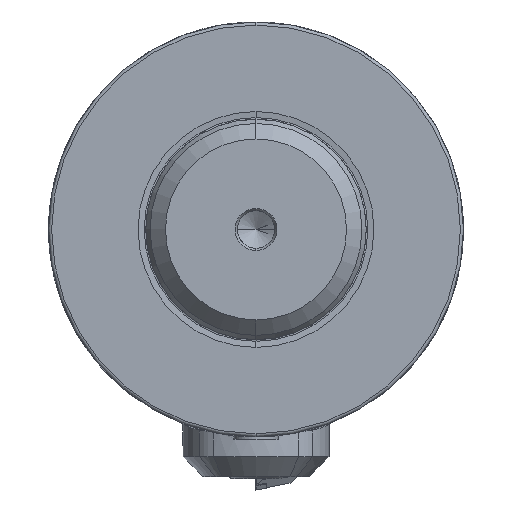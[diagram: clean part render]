
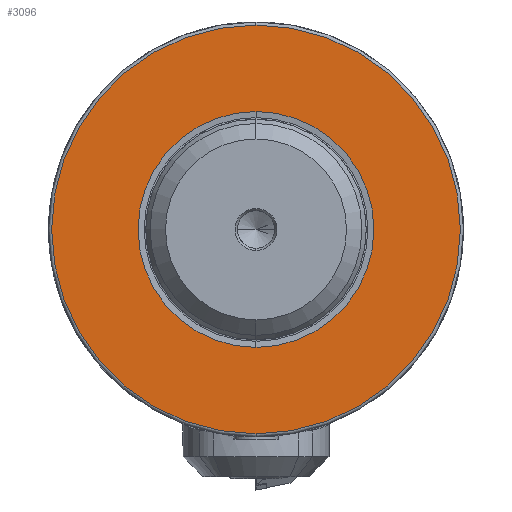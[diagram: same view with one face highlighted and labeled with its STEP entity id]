
A CAD part, left-side view. The second image highlights one B-rep face of the part: STEP entity #3096.
In plain terms, the highlighted planar face has unit normal (-1, 0, 0).
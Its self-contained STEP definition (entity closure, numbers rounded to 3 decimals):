
#1487 = CARTESIAN_POINT ( 'NONE',  ( 0., 0., 0. ) ) ;
#1556 = EDGE_CURVE ( 'NONE', #26990, #11419, #16870, .T. ) ;
#2023 = CARTESIAN_POINT ( 'NONE',  ( 0., 0., 0. ) ) ;
#2162 = CARTESIAN_POINT ( 'NONE',  ( 0., 0., 0. ) ) ;
#2869 = AXIS2_PLACEMENT_3D ( 'NONE', #2162, #19062, #4570 ) ;
#3096 = ADVANCED_FACE ( 'NONE', ( #27470, #8865 ), #20247, .T. ) ;
#3538 = EDGE_CURVE ( 'NONE', #20635, #26816, #30482, .T. ) ;
#3909 = DIRECTION ( 'NONE',  ( 0., 0., -1. ) ) ;
#4321 = ORIENTED_EDGE ( 'NONE', *, *, #11666, .T. ) ;
#4436 = DIRECTION ( 'NONE',  ( 0., 0., -1. ) ) ;
#4570 = DIRECTION ( 'NONE',  ( 0., 0., -1. ) ) ;
#6172 = CARTESIAN_POINT ( 'NONE',  ( 0., 0., 26.715 ) ) ;
#7028 = ORIENTED_EDGE ( 'NONE', *, *, #3538, .F. ) ;
#7189 = CARTESIAN_POINT ( 'NONE',  ( 0., 0., 46.3 ) ) ;
#8865 = FACE_OUTER_BOUND ( 'NONE', #29285, .T. ) ;
#8953 = DIRECTION ( 'NONE',  ( 1., 0., 0. ) ) ;
#10984 = AXIS2_PLACEMENT_3D ( 'NONE', #2023, #18929, #4436 ) ;
#11419 = VERTEX_POINT ( 'NONE', #6172 ) ;
#11666 = EDGE_CURVE ( 'NONE', #11419, #26990, #24578, .T. ) ;
#13063 = DIRECTION ( 'NONE',  ( -1., 0., 0. ) ) ;
#16870 = CIRCLE ( 'NONE', #28256, 26.715 ) ;
#17443 = ORIENTED_EDGE ( 'NONE', *, *, #23617, .F. ) ;
#18408 = DIRECTION ( 'NONE',  ( 1., 0., 0. ) ) ;
#18929 = DIRECTION ( 'NONE',  ( 1., 0., 0. ) ) ;
#19062 = DIRECTION ( 'NONE',  ( 1., 0., 0. ) ) ;
#20247 = PLANE ( 'NONE',  #28481 ) ;
#20635 = VERTEX_POINT ( 'NONE', #7189 ) ;
#23431 = CARTESIAN_POINT ( 'NONE',  ( 0., 0., 0. ) ) ;
#23617 = EDGE_CURVE ( 'NONE', #26816, #20635, #24164, .T. ) ;
#24164 = CIRCLE ( 'NONE', #29131, 46.3 ) ;
#24578 = CIRCLE ( 'NONE', #2869, 26.715 ) ;
#24726 = CARTESIAN_POINT ( 'NONE',  ( 0., 0., -46.3 ) ) ;
#24873 = EDGE_LOOP ( 'NONE', ( #4321, #29648 ) ) ;
#25167 = CARTESIAN_POINT ( 'NONE',  ( 0., 26.715, 0. ) ) ;
#25460 = CARTESIAN_POINT ( 'NONE',  ( 0., 0., -26.715 ) ) ;
#25922 = DIRECTION ( 'NONE',  ( 0., 0., -1. ) ) ;
#26816 = VERTEX_POINT ( 'NONE', #24726 ) ;
#26990 = VERTEX_POINT ( 'NONE', #25460 ) ;
#27470 = FACE_BOUND ( 'NONE', #24873, .T. ) ;
#28256 = AXIS2_PLACEMENT_3D ( 'NONE', #23431, #8953, #25922 ) ;
#28481 = AXIS2_PLACEMENT_3D ( 'NONE', #25167, #13063, #30063 ) ;
#29131 = AXIS2_PLACEMENT_3D ( 'NONE', #1487, #18408, #3909 ) ;
#29285 = EDGE_LOOP ( 'NONE', ( #17443, #7028 ) ) ;
#29648 = ORIENTED_EDGE ( 'NONE', *, *, #1556, .T. ) ;
#30063 = DIRECTION ( 'NONE',  ( 0., 0., 1. ) ) ;
#30482 = CIRCLE ( 'NONE', #10984, 46.3 ) ;
